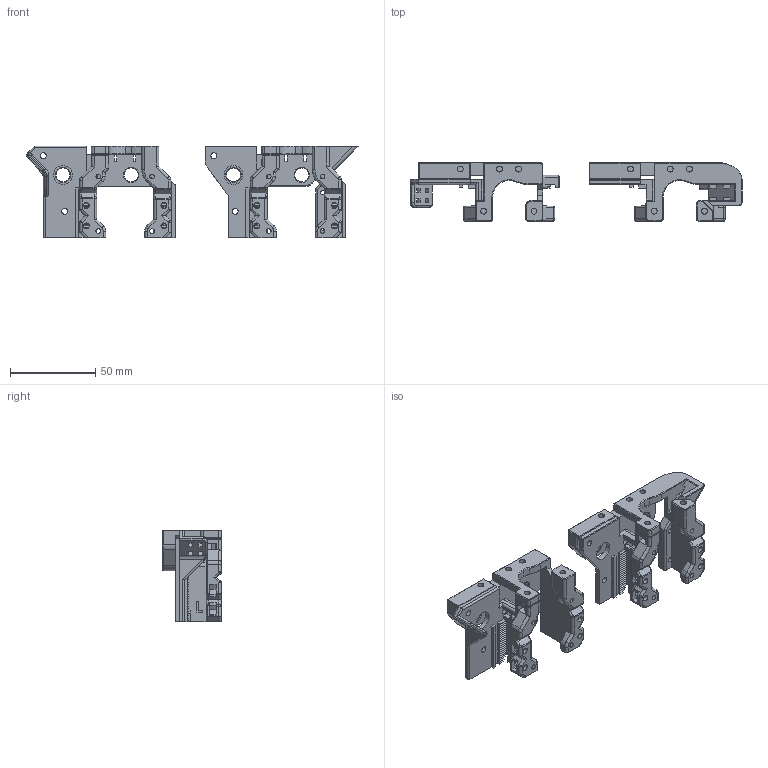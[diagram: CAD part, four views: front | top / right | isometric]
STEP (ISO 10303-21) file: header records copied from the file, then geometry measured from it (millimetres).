
FILE_DESCRIPTION(/* description */ (''),/* implementation_level */ '2;1');
FILE_NAME(/* name */ 'Hydro Ender 3&5_Duct Base No Inserts.step',/* time_stamp */ '2021-08-04T12:57:26+01:00',/* author */ (''),/* organization */ (''),/* preprocessor_version */ 'ST-DEVELOPER v18.1',/* originating_system */ 'Autodesk Translation Framework v10.9.0.1377',/* authorisation */ '');
FILE_SCHEMA (('AUTOMOTIVE_DESIGN { 1 0 10303 214 3 1 1 }'));
Products named in the file (1): Hydro Ender 3&5_ 4_19_Fan Thread Inserts E3D Volcano_1_1
Bounding box: 194.71 x 34.46 x 53.83 mm (x, y, z)
Volume: 64422.2 mm3; surface area: 41699.2 mm2
Topology: 4 solids, 12 shells, 1670 faces, 4602 edges, 2948 vertices
Faces by surface type: plane 797, bspline 521, cylinder 275, cone 50, torus 17, sphere 10
Full cylindrical faces by diameter (mm): 2.7 x2, 2.75 x8, 3.5 x50, 6 x2, 8.15 x4, 11 x2
Entity records: 58148 total; most frequent: CARTESIAN_POINT 18397, ORIENTED_EDGE 9186, DIRECTION 6574, EDGE_CURVE 4593, LINE 2978, VECTOR 2978, VERTEX_POINT 2948, EDGE_LOOP 1803
